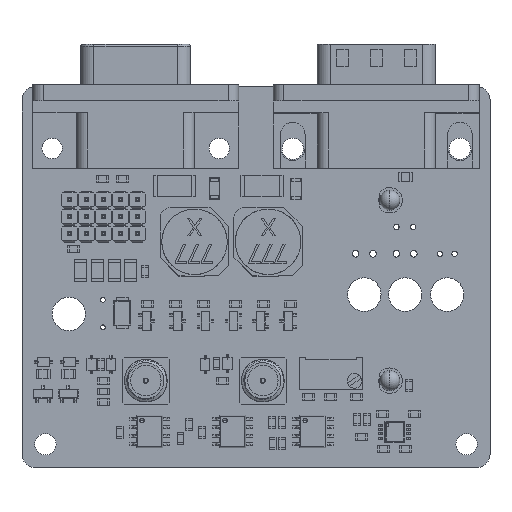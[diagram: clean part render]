
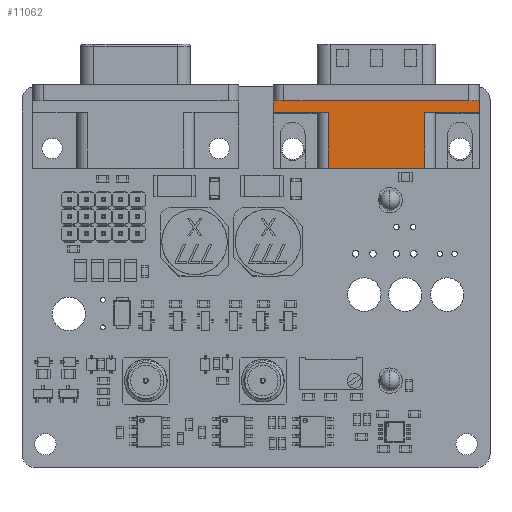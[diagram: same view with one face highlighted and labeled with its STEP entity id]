
A CAD part, top view. The second image highlights one B-rep face of the part: STEP entity #11062.
In plain terms, the highlighted face is planar.
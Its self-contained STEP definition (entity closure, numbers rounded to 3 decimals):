
#8950 = VERTEX_POINT('',#8951);
#8951 = CARTESIAN_POINT('',(0.,10.262,-4.191));
#8957 = EDGE_CURVE('',#8950,#8958,#8960,.T.);
#8958 = VERTEX_POINT('',#8959);
#8959 = CARTESIAN_POINT('',(8.192,10.262,-4.191));
#8960 = LINE('',#8961,#8962);
#8961 = CARTESIAN_POINT('',(0.,10.262,-4.191));
#8962 = VECTOR('',#8963,1.);
#8963 = DIRECTION('',(1.,0.,0.));
#9073 = VERTEX_POINT('',#9074);
#9074 = CARTESIAN_POINT('',(22.619,10.262,-4.191));
#9081 = EDGE_CURVE('',#9073,#9082,#9084,.T.);
#9082 = VERTEX_POINT('',#9083);
#9083 = CARTESIAN_POINT('',(30.81,10.262,-4.191));
#9084 = LINE('',#9085,#9086);
#9085 = CARTESIAN_POINT('',(30.81,10.262,-4.191));
#9086 = VECTOR('',#9087,1.);
#9087 = DIRECTION('',(1.,0.,-0.));
#9304 = VERTEX_POINT('',#9305);
#9305 = CARTESIAN_POINT('',(0.,10.262,-2.413));
#9311 = EDGE_CURVE('',#8950,#9304,#9312,.T.);
#9312 = LINE('',#9313,#9314);
#9313 = CARTESIAN_POINT('',(0.,10.262,-12.446));
#9314 = VECTOR('',#9315,1.);
#9315 = DIRECTION('',(0.,0.,1.));
#9403 = VERTEX_POINT('',#9404);
#9404 = CARTESIAN_POINT('',(30.81,10.262,-2.413));
#9465 = EDGE_CURVE('',#9082,#9403,#9466,.T.);
#9466 = LINE('',#9467,#9468);
#9467 = CARTESIAN_POINT('',(30.81,10.262,-12.446));
#9468 = VECTOR('',#9469,1.);
#9469 = DIRECTION('',(0.,0.,1.));
#9643 = VERTEX_POINT('',#9644);
#9644 = CARTESIAN_POINT('',(8.192,10.262,-12.446));
#9651 = EDGE_CURVE('',#9652,#9643,#9654,.T.);
#9652 = VERTEX_POINT('',#9653);
#9653 = CARTESIAN_POINT('',(22.619,10.262,-12.446));
#9654 = LINE('',#9655,#9656);
#9655 = CARTESIAN_POINT('',(30.81,10.262,-12.446));
#9656 = VECTOR('',#9657,1.);
#9657 = DIRECTION('',(-1.,0.,-0.));
#11052 = EDGE_CURVE('',#9403,#9304,#11053,.T.);
#11053 = LINE('',#11054,#11055);
#11054 = CARTESIAN_POINT('',(30.81,10.262,-2.413));
#11055 = VECTOR('',#11056,1.);
#11056 = DIRECTION('',(-1.,0.,-0.));
#11062 = ADVANCED_FACE('',(#11063),#11083,.F.);
#11063 = FACE_BOUND('',#11064,.T.);
#11064 = EDGE_LOOP('',(#11065,#11066,#11072,#11073,#11074,#11075,#11076,
    #11077));
#11065 = ORIENTED_EDGE('',*,*,#9651,.T.);
#11066 = ORIENTED_EDGE('',*,*,#11067,.T.);
#11067 = EDGE_CURVE('',#9643,#8958,#11068,.T.);
#11068 = LINE('',#11069,#11070);
#11069 = CARTESIAN_POINT('',(8.192,10.262,-12.446));
#11070 = VECTOR('',#11071,1.);
#11071 = DIRECTION('',(-0.,-0.,1.));
#11072 = ORIENTED_EDGE('',*,*,#8957,.F.);
#11073 = ORIENTED_EDGE('',*,*,#9311,.T.);
#11074 = ORIENTED_EDGE('',*,*,#11052,.F.);
#11075 = ORIENTED_EDGE('',*,*,#9465,.F.);
#11076 = ORIENTED_EDGE('',*,*,#9081,.F.);
#11077 = ORIENTED_EDGE('',*,*,#11078,.T.);
#11078 = EDGE_CURVE('',#9073,#9652,#11079,.T.);
#11079 = LINE('',#11080,#11081);
#11080 = CARTESIAN_POINT('',(22.619,10.262,-12.446));
#11081 = VECTOR('',#11082,1.);
#11082 = DIRECTION('',(0.,0.,-1.));
#11083 = PLANE('',#11084);
#11084 = AXIS2_PLACEMENT_3D('',#11085,#11086,#11087);
#11085 = CARTESIAN_POINT('',(30.81,10.262,-12.446));
#11086 = DIRECTION('',(0.,-1.,0.));
#11087 = DIRECTION('',(1.,0.,0.));
